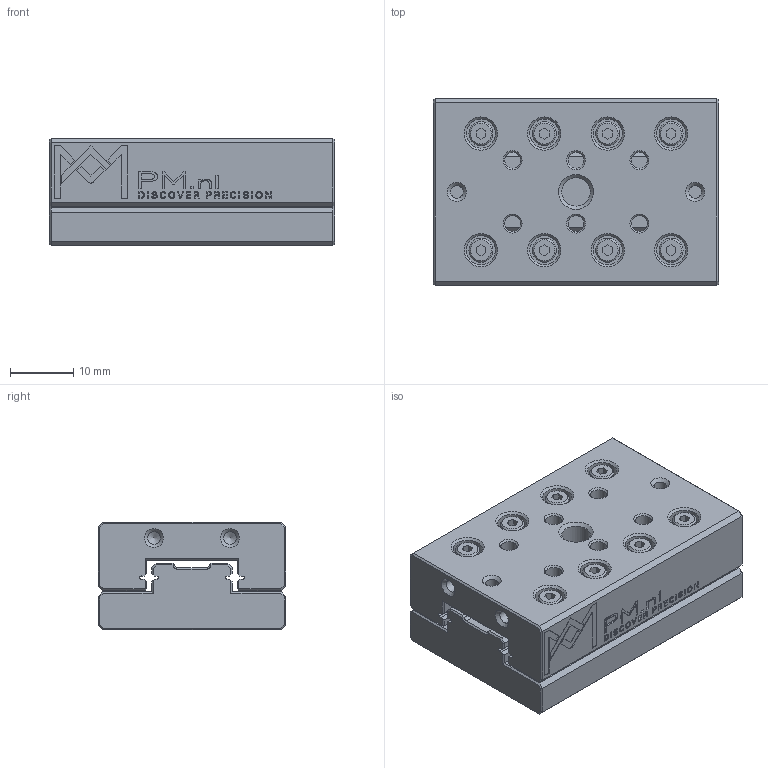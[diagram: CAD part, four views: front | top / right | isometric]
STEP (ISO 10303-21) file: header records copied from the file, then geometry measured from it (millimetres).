
FILE_DESCRIPTION(/* description */ (''),/* implementation_level */ '2;1');
FILE_NAME(/* name */ 'RT-1540_stp.stp',/* time_stamp */ '2024-10-04T14:29:31+02:00',/* author */ (''),/* organization */ (''),/* preprocessor_version */ 'ST-DEVELOPER v16.7',/* originating_system */ 'SIEMENS PLM Software NX 12.0',/* authorisation */ '');
FILE_SCHEMA (('AUTOMOTIVE_DESIGN { 1 0 10303 214 3 1 1 1 }'));
Length unit declared in the file: millimetre
Products named in the file (1): RT-1540_stp
Bounding box: 45 x 29.6 x 17 mm (x, y, z)
Volume: 20433.5 mm3; surface area: 10426.3 mm2
Topology: 2 solids, 2 shells, 1014 faces, 2539 edges, 1655 vertices
Faces by surface type: plane 702, bspline 180, cone 69, cylinder 63
Full cylindrical faces by diameter (mm): 2 x10, 2.5 x6, 3 x4, 3.8 x16, 4.5 x1, 4.6 x16, 5 x4
Entity records: 34091 total; most frequent: CARTESIAN_POINT 7511, ORIENTED_EDGE 4794, DIRECTION 3890, EDGE_CURVE 2397, LINE 1838, VECTOR 1838, VERTEX_POINT 1639, EDGE_LOOP 1288
